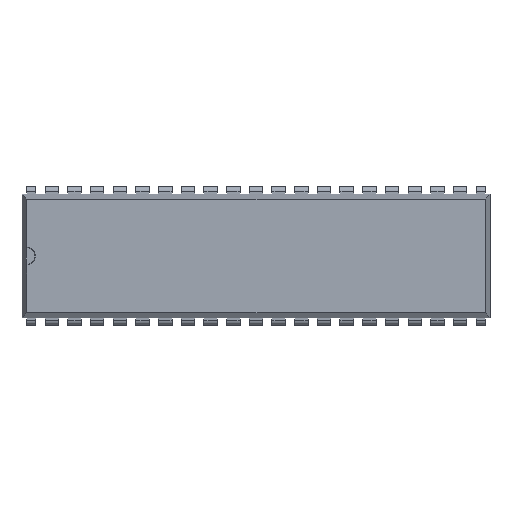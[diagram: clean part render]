
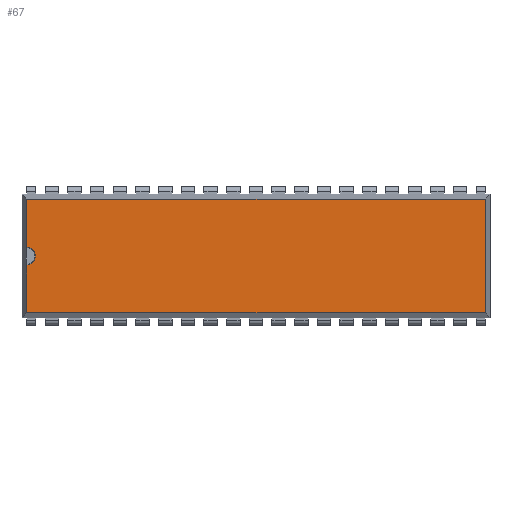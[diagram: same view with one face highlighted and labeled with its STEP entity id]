
A CAD part, top view. The second image highlights one B-rep face of the part: STEP entity #67.
In plain terms, the highlighted planar face has unit normal (0, 0, 1).
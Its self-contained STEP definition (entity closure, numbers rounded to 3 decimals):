
#67=ADVANCED_FACE('',(#5825),#5827,.T.);
#5825=FACE_BOUND('',#5826,.T.);
#5826=EDGE_LOOP('',(#10392,#10393,#10394,#10395,#10396,#10397));
#5827=PLANE('',#5828);
#5828=AXIS2_PLACEMENT_3D('',#5829,#5830,#5831);
#5829=CARTESIAN_POINT('',(1.27,0.71,5.));
#5830=DIRECTION('',(0.,-0.,1.));
#5831=DIRECTION('',(0.,1.,0.));
#10392=ORIENTED_EDGE('',*,*,#13952,.T.);
#10393=ORIENTED_EDGE('',*,*,#13950,.F.);
#10394=ORIENTED_EDGE('',*,*,#13953,.F.);
#10395=ORIENTED_EDGE('',*,*,#13954,.T.);
#10396=ORIENTED_EDGE('',*,*,#13955,.T.);
#10397=ORIENTED_EDGE('',*,*,#13946,.F.);
#13946=EDGE_CURVE('',#15729,#15731,#15732,.T.);
#13950=EDGE_CURVE('',#15737,#15739,#15740,.T.);
#13952=EDGE_CURVE('',#15729,#15739,#15742,.F.);
#13953=EDGE_CURVE('',#15743,#15737,#15744,.T.);
#13954=EDGE_CURVE('',#15743,#15745,#15746,.T.);
#13955=EDGE_CURVE('',#15745,#15731,#15747,.T.);
#15729=VERTEX_POINT('',#18699);
#15731=VERTEX_POINT('',#18705);
#15732=LINE('',#18706,#18707);
#15737=VERTEX_POINT('',#18717);
#15739=VERTEX_POINT('',#18721);
#15740=LINE('',#18722,#18723);
#15742=CIRCLE('',#18730,1.);
#15743=VERTEX_POINT('',#18734);
#15744=LINE('',#18735,#18736);
#15745=VERTEX_POINT('',#18738);
#15746=LINE('',#18739,#18740);
#15747=LINE('',#18742,#18743);
#18699=CARTESIAN_POINT('',(-0.25,8.619,5.));
#18705=CARTESIAN_POINT('',(-0.25,13.98,5.));
#18706=CARTESIAN_POINT('',(-0.25,8.619,5.));
#18707=VECTOR('',#18708,1.);
#18708=DIRECTION('',(0.,1.,0.));
#18717=CARTESIAN_POINT('',(-0.25,1.26,5.));
#18721=CARTESIAN_POINT('',(-0.25,6.621,5.));
#18722=CARTESIAN_POINT('',(-0.25,1.26,5.));
#18723=VECTOR('',#18724,1.);
#18724=DIRECTION('',(0.,1.,0.));
#18730=AXIS2_PLACEMENT_3D('',#18731,#18732,#18733);
#18731=CARTESIAN_POINT('',(-0.3,7.62,5.));
#18732=DIRECTION('',(0.,0.,1.));
#18733=DIRECTION('',(0.05,-0.999,0.));
#18734=CARTESIAN_POINT('',(51.05,1.26,5.));
#18735=CARTESIAN_POINT('',(51.05,1.26,5.));
#18736=VECTOR('',#18737,1.);
#18737=DIRECTION('',(-1.,0.,0.));
#18738=CARTESIAN_POINT('',(51.05,13.98,5.));
#18739=CARTESIAN_POINT('',(51.05,1.26,5.));
#18740=VECTOR('',#18741,1.);
#18741=DIRECTION('',(0.,1.,0.));
#18742=CARTESIAN_POINT('',(51.05,13.98,5.));
#18743=VECTOR('',#18744,1.);
#18744=DIRECTION('',(-1.,0.,0.));
